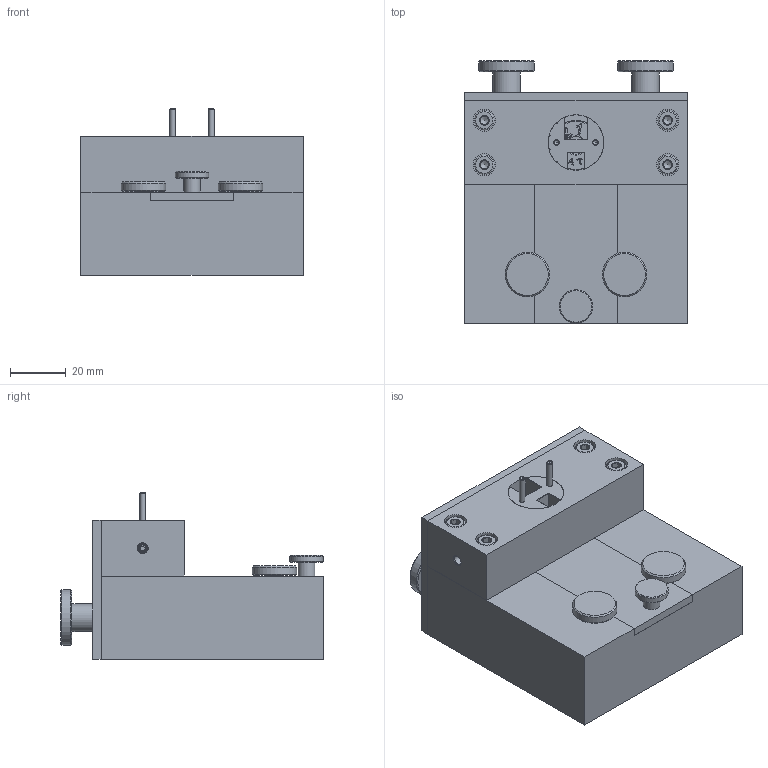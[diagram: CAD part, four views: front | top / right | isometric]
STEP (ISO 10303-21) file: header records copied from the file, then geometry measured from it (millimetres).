
FILE_DESCRIPTION(/* description */ (''),/* implementation_level */ '2;1');
FILE_NAME(/* name */ 'Assembly v1.step',/* time_stamp */ '2021-08-03T19:43:34+02:00',/* author */ (''),/* organization */ (''),/* preprocessor_version */ 'ST-DEVELOPER v18.1',/* originating_system */ 'Autodesk Translation Framework v10.9.0.1377',/* authorisation */ '');
FILE_SCHEMA (('AUTOMOTIVE_DESIGN { 1 0 10303 214 3 1 1 }'));
Length unit declared in the file: millimetre
Products named in the file (23): Assembly; Faceplate; Base; Slider; Retainer; Guide; cylinder head screw DIN 912 M4x20; cylinder head screw DIN 912 M4x20_1; cylinder head screw DIN 912 M4x20_2; cylinder head screw DIN 912 M4x20_3; HI_WUERTH 00824  20 cylinder head screw DIN 912 M4x20 8.8 BLK; High knurled screw M3 (thread shortened); _Knurled screw DIN 464-M3-6-ZB; Flat knurled screw M4x10; Flat knurled screw M4x10_1; _Flat knurled screw DIN 653-M4-10-ZB; High knurled screw M5x12; High knurled screw M5x12_1; _Knurled screw DIN 464-M5-12-ZB; parallel pin ISO 8734 3m6x12 blank; Spring plunger with thread locking  GN 615.3-M3-K-PFB ; washer DIN 9021 6.4 A4 ; parallel pin ISO 8734 2m6x20 Blank
Assembly tree (28 placements, depth 3):
  Assembly
    Faceplate
    Base
    Slider
    Retainer
    Guide
    cylinder head screw DIN 912 M4x20
      HI_WUERTH 00824  20 cylinder head screw DIN 912 M4x20 8.8 BLK
    cylinder head screw DIN 912 M4x20_1
      HI_WUERTH 00824  20 cylinder head screw DIN 912 M4x20 8.8 BLK
    cylinder head screw DIN 912 M4x20_2
      HI_WUERTH 00824  20 cylinder head screw DIN 912 M4x20 8.8 BLK
    cylinder head screw DIN 912 M4x20_3
      HI_WUERTH 00824  20 cylinder head screw DIN 912 M4x20 8.8 BLK
    High knurled screw M3 (thread shortened)
      _Knurled screw DIN 464-M3-6-ZB
    Flat knurled screw M4x10
      _Flat knurled screw DIN 653-M4-10-ZB
    Flat knurled screw M4x10_1
      _Flat knurled screw DIN 653-M4-10-ZB
    High knurled screw M5x12
      _Knurled screw DIN 464-M5-12-ZB
    High knurled screw M5x12_1
      _Knurled screw DIN 464-M5-12-ZB
    parallel pin ISO 8734 3m6x12 blank
    parallel pin ISO 8734 2m6x20 Blank  x2
    Spring plunger with thread locking  GN 615.3-M3-K-PFB 
    washer DIN 9021 6.4 A4 
Bounding box: 80 x 94.5 x 60 mm (x, y, z)
Volume: 252585.6 mm3; surface area: 59348 mm2
Topology: 19 solids, 19 shells, 715 faces, 1748 edges, 1099 vertices
Faces by surface type: bspline 292, plane 248, cylinder 100, cone 58, torus 14, sphere 3
Full cylindrical faces by diameter (mm): 2 x4, 2.529 x1, 3 x4, 3.332 x7, 4 x6, 4.234 x2, 5 x6, 6 x3, 6.4 x1, 7 x4, 8 x4, 10 x2, 12 x2, 16 x2, 18 x2, 20 x3
Entity records: 23474 total; most frequent: CARTESIAN_POINT 9828, ORIENTED_EDGE 3044, DIRECTION 1979, EDGE_CURVE 1522, VERTEX_POINT 972, LINE 725, VECTOR 725, EDGE_LOOP 688
